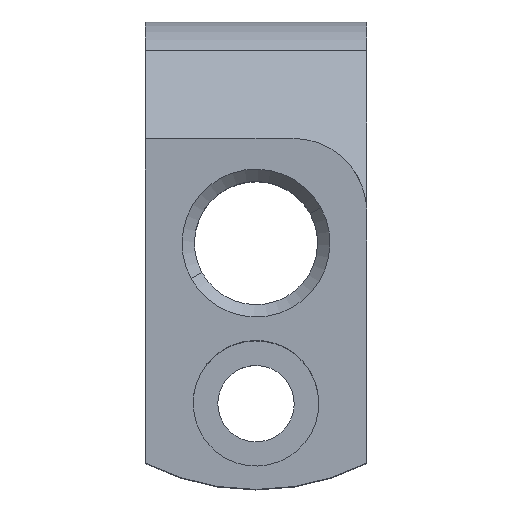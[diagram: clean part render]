
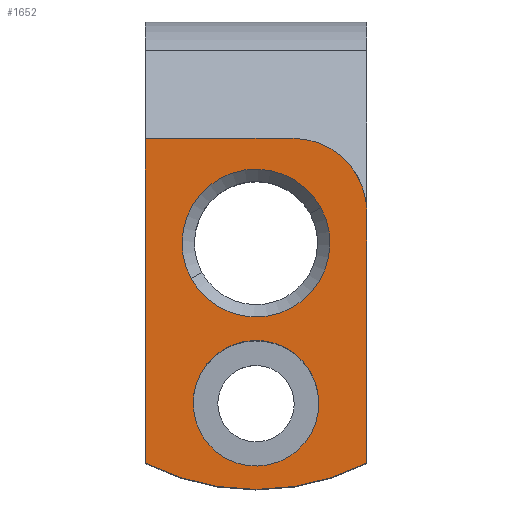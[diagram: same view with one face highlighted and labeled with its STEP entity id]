
A CAD part, top view. The second image highlights one B-rep face of the part: STEP entity #1652.
In plain terms, the highlighted planar face has unit normal (0, 0, 1).
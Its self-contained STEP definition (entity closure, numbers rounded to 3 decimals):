
#378=CARTESIAN_POINT('Vertex',(-9.,8.5,0.)) ;
#381=CARTESIAN_POINT('Line Origine',(-4.5,8.5,0.)) ;
#385=CARTESIAN_POINT('Vertex',(0.,8.5,0.)) ;
#639=CARTESIAN_POINT('Axis2P3D Location',(0.,-13.,0.)) ;
#643=CARTESIAN_POINT('Vertex',(4.476,-15.445,0.)) ;
#645=CARTESIAN_POINT('Vertex',(-4.476,-10.555,0.)) ;
#674=CARTESIAN_POINT('Axis2P3D Location',(0.,-13.,0.)) ;
#700=CARTESIAN_POINT('Vertex',(-5.265,-2.877,0.)) ;
#703=CARTESIAN_POINT('Axis2P3D Location',(0.,0.,0.)) ;
#707=CARTESIAN_POINT('Vertex',(5.265,2.877,0.)) ;
#727=CARTESIAN_POINT('Axis2P3D Location',(0.,0.,0.)) ;
#1110=CARTESIAN_POINT('Vertex',(-9.,0.,0.)) ;
#1115=CARTESIAN_POINT('Line Origine',(-9.,3.25,0.)) ;
#1119=CARTESIAN_POINT('Vertex',(-9.,6.5,0.)) ;
#1122=CARTESIAN_POINT('Line Origine',(-9.,7.5,0.)) ;
#1328=CARTESIAN_POINT('Vertex',(9.,0.,0.)) ;
#1331=CARTESIAN_POINT('Line Origine',(9.,-8.93,0.)) ;
#1335=CARTESIAN_POINT('Vertex',(9.,-17.861,0.)) ;
#1429=CARTESIAN_POINT('Vertex',(-9.,-17.861,0.)) ;
#1432=CARTESIAN_POINT('Line Origine',(-9.,-8.93,0.)) ;
#1514=CARTESIAN_POINT('Axis2P3D Location',(0.,0.,0.)) ;
#1581=CARTESIAN_POINT('Line Origine',(9.,1.25,0.)) ;
#1585=CARTESIAN_POINT('Vertex',(9.,2.5,0.)) ;
#1616=CARTESIAN_POINT('Axis2P3D Location',(0.,0.,0.)) ;
#1621=CARTESIAN_POINT('Line Origine',(1.5,8.5,0.)) ;
#1625=CARTESIAN_POINT('Vertex',(3.,8.5,0.)) ;
#1628=CARTESIAN_POINT('Axis2P3D Location',(3.,2.5,0.)) ;
#382=DIRECTION('Vector Direction',(1.,0.,0.)) ;
#640=DIRECTION('Axis2P3D Direction',(0.,0.,-1.)) ;
#675=DIRECTION('Axis2P3D Direction',(0.,0.,-1.)) ;
#704=DIRECTION('Axis2P3D Direction',(0.,0.,1.)) ;
#728=DIRECTION('Axis2P3D Direction',(0.,0.,1.)) ;
#1116=DIRECTION('Vector Direction',(0.,-1.,0.)) ;
#1123=DIRECTION('Vector Direction',(0.,-1.,0.)) ;
#1332=DIRECTION('Vector Direction',(0.,-1.,0.)) ;
#1433=DIRECTION('Vector Direction',(0.,-1.,0.)) ;
#1515=DIRECTION('Axis2P3D Direction',(0.,0.,1.)) ;
#1582=DIRECTION('Vector Direction',(0.,-1.,0.)) ;
#1617=DIRECTION('Axis2P3D Direction',(0.,0.,1.)) ;
#1618=DIRECTION('Axis2P3D XDirection',(1.,0.,0.)) ;
#1622=DIRECTION('Vector Direction',(-1.,0.,0.)) ;
#1629=DIRECTION('Axis2P3D Direction',(0.,0.,1.)) ;
#641=AXIS2_PLACEMENT_3D('Circle Axis2P3D',#639,#640,$) ;
#676=AXIS2_PLACEMENT_3D('Circle Axis2P3D',#674,#675,$) ;
#705=AXIS2_PLACEMENT_3D('Circle Axis2P3D',#703,#704,$) ;
#729=AXIS2_PLACEMENT_3D('Circle Axis2P3D',#727,#728,$) ;
#1516=AXIS2_PLACEMENT_3D('Circle Axis2P3D',#1514,#1515,$) ;
#1619=AXIS2_PLACEMENT_3D('Plane Axis2P3D',#1616,#1617,#1618) ;
#1630=AXIS2_PLACEMENT_3D('Circle Axis2P3D',#1628,#1629,$) ;
#1634=ORIENTED_EDGE('',*,*,#1627,.T.) ;
#1635=ORIENTED_EDGE('',*,*,#387,.T.) ;
#1636=ORIENTED_EDGE('',*,*,#1126,.T.) ;
#1637=ORIENTED_EDGE('',*,*,#1121,.T.) ;
#1638=ORIENTED_EDGE('',*,*,#1436,.T.) ;
#1639=ORIENTED_EDGE('',*,*,#1518,.T.) ;
#1640=ORIENTED_EDGE('',*,*,#1337,.T.) ;
#1641=ORIENTED_EDGE('',*,*,#1587,.T.) ;
#1642=ORIENTED_EDGE('',*,*,#1632,.F.) ;
#1645=ORIENTED_EDGE('',*,*,#731,.F.) ;
#1646=ORIENTED_EDGE('',*,*,#709,.F.) ;
#1649=ORIENTED_EDGE('',*,*,#678,.F.) ;
#1650=ORIENTED_EDGE('',*,*,#647,.F.) ;
#1647=FACE_BOUND('',#1644,.T.) ;
#1651=FACE_BOUND('',#1648,.T.) ;
#383=VECTOR('Line Direction',#382,1.) ;
#1117=VECTOR('Line Direction',#1116,1.) ;
#1124=VECTOR('Line Direction',#1123,1.) ;
#1333=VECTOR('Line Direction',#1332,1.) ;
#1434=VECTOR('Line Direction',#1433,1.) ;
#1583=VECTOR('Line Direction',#1582,1.) ;
#1623=VECTOR('Line Direction',#1622,1.) ;
#1652=ADVANCED_FACE('',(#1643,#1647,#1651),#1620,.T.) ;
#642=CIRCLE('generated circle',#641,5.1) ;
#677=CIRCLE('generated circle',#676,5.1) ;
#706=CIRCLE('generated circle',#705,6.) ;
#730=CIRCLE('generated circle',#729,6.) ;
#1517=CIRCLE('generated circle',#1516,20.) ;
#1631=CIRCLE('generated circle',#1630,6.) ;
#387=EDGE_CURVE('',#386,#379,#384,.F.) ;
#647=EDGE_CURVE('',#644,#646,#642,.F.) ;
#678=EDGE_CURVE('',#646,#644,#677,.F.) ;
#709=EDGE_CURVE('',#701,#708,#706,.T.) ;
#731=EDGE_CURVE('',#708,#701,#730,.T.) ;
#1121=EDGE_CURVE('',#1120,#1111,#1118,.T.) ;
#1126=EDGE_CURVE('',#379,#1120,#1125,.T.) ;
#1337=EDGE_CURVE('',#1336,#1329,#1334,.F.) ;
#1436=EDGE_CURVE('',#1111,#1430,#1435,.T.) ;
#1518=EDGE_CURVE('',#1430,#1336,#1517,.T.) ;
#1587=EDGE_CURVE('',#1329,#1586,#1584,.F.) ;
#1627=EDGE_CURVE('',#1626,#386,#1624,.T.) ;
#1632=EDGE_CURVE('',#1626,#1586,#1631,.F.) ;
#1633=EDGE_LOOP('',(#1634,#1635,#1636,#1637,#1638,#1639,#1640,#1641,#1642)) ;
#1644=EDGE_LOOP('',(#1645,#1646)) ;
#1648=EDGE_LOOP('',(#1649,#1650)) ;
#1643=FACE_OUTER_BOUND('',#1633,.T.) ;
#384=LINE('Line',#381,#383) ;
#1118=LINE('Line',#1115,#1117) ;
#1125=LINE('Line',#1122,#1124) ;
#1334=LINE('Line',#1331,#1333) ;
#1435=LINE('Line',#1432,#1434) ;
#1584=LINE('Line',#1581,#1583) ;
#1624=LINE('Line',#1621,#1623) ;
#1620=PLANE('Plane',#1619) ;
#379=VERTEX_POINT('',#378) ;
#386=VERTEX_POINT('',#385) ;
#644=VERTEX_POINT('',#643) ;
#646=VERTEX_POINT('',#645) ;
#701=VERTEX_POINT('',#700) ;
#708=VERTEX_POINT('',#707) ;
#1111=VERTEX_POINT('',#1110) ;
#1120=VERTEX_POINT('',#1119) ;
#1329=VERTEX_POINT('',#1328) ;
#1336=VERTEX_POINT('',#1335) ;
#1430=VERTEX_POINT('',#1429) ;
#1586=VERTEX_POINT('',#1585) ;
#1626=VERTEX_POINT('',#1625) ;
